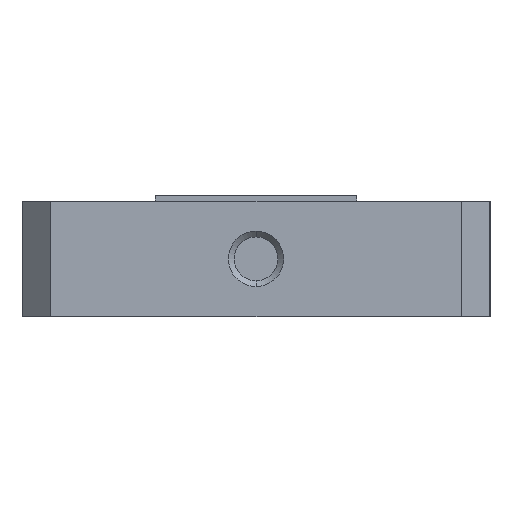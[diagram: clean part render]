
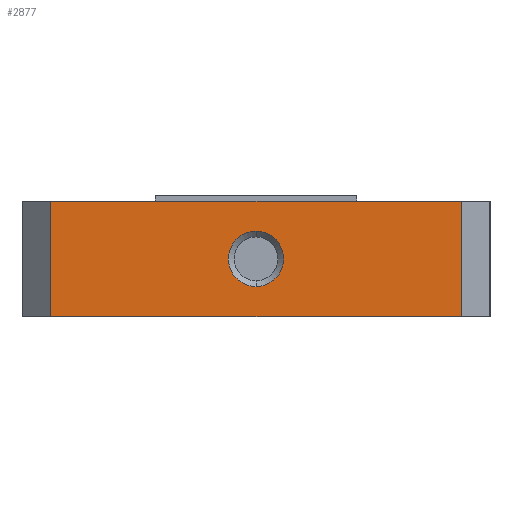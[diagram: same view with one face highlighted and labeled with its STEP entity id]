
A CAD part, front view. The second image highlights one B-rep face of the part: STEP entity #2877.
In plain terms, the highlighted planar face has unit normal (0, -1, 0).
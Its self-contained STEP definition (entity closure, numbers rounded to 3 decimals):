
#37 = VERTEX_POINT ( 'NONE', #5368 ) ;
#115 = CARTESIAN_POINT ( 'NONE',  ( 0., -20.3, 0. ) ) ;
#188 = ORIENTED_EDGE ( 'NONE', *, *, #6919, .T. ) ;
#370 = AXIS2_PLACEMENT_3D ( 'NONE', #115, #620, #6606 ) ;
#409 = VERTEX_POINT ( 'NONE', #6954 ) ;
#479 = VECTOR ( 'NONE', #4997, 1000. ) ;
#620 = DIRECTION ( 'NONE',  ( 0., 1., 0. ) ) ;
#737 = EDGE_CURVE ( 'NONE', #5130, #5249, #6211, .T. ) ;
#750 = DIRECTION ( 'NONE',  ( 0., 1., 0. ) ) ;
#888 = DIRECTION ( 'NONE',  ( 0., 0., -1. ) ) ;
#964 = ORIENTED_EDGE ( 'NONE', *, *, #4840, .T. ) ;
#1060 = CIRCLE ( 'NONE', #370, 2.4 ) ;
#1120 = DIRECTION ( 'NONE',  ( 1., 0., 0. ) ) ;
#1223 = CARTESIAN_POINT ( 'NONE',  ( -17.8, -20.3, -5. ) ) ;
#1278 = VECTOR ( 'NONE', #888, 1000. ) ;
#1604 = ORIENTED_EDGE ( 'NONE', *, *, #737, .T. ) ;
#1658 = LINE ( 'NONE', #3850, #5945 ) ;
#1723 = VECTOR ( 'NONE', #5129, 1000. ) ;
#1804 = CARTESIAN_POINT ( 'NONE',  ( 17.8, -20.3, 5. ) ) ;
#2035 = CARTESIAN_POINT ( 'NONE',  ( 17.8, -20.3, -5. ) ) ;
#2118 = CARTESIAN_POINT ( 'NONE',  ( -17.8, -20.3, 5. ) ) ;
#2268 = VERTEX_POINT ( 'NONE', #2035 ) ;
#2328 = PLANE ( 'NONE',  #3133 ) ;
#2589 = ORIENTED_EDGE ( 'NONE', *, *, #2935, .T. ) ;
#2822 = LINE ( 'NONE', #3393, #479 ) ;
#2877 = ADVANCED_FACE ( 'NONE', ( #5675, #4049 ), #2328, .F. ) ;
#2935 = EDGE_CURVE ( 'NONE', #409, #37, #3022, .T. ) ;
#2942 = DIRECTION ( 'NONE',  ( 0., 0., 1. ) ) ;
#3022 = CIRCLE ( 'NONE', #3251, 2.4 ) ;
#3133 = AXIS2_PLACEMENT_3D ( 'NONE', #5569, #4006, #6207 ) ;
#3251 = AXIS2_PLACEMENT_3D ( 'NONE', #5537, #750, #2942 ) ;
#3390 = CARTESIAN_POINT ( 'NONE',  ( 17.8, -20.3, 5. ) ) ;
#3393 = CARTESIAN_POINT ( 'NONE',  ( -20.3, -20.3, 5. ) ) ;
#3543 = CARTESIAN_POINT ( 'NONE',  ( -17.8, -20.3, 5. ) ) ;
#3850 = CARTESIAN_POINT ( 'NONE',  ( -20.3, -20.3, -5. ) ) ;
#3870 = EDGE_LOOP ( 'NONE', ( #2589, #188 ) ) ;
#4006 = DIRECTION ( 'NONE',  ( 0., 1., 0. ) ) ;
#4049 = FACE_OUTER_BOUND ( 'NONE', #6725, .T. ) ;
#4097 = LINE ( 'NONE', #1804, #1723 ) ;
#4840 = EDGE_CURVE ( 'NONE', #5249, #2268, #1658, .T. ) ;
#4938 = VERTEX_POINT ( 'NONE', #3390 ) ;
#4997 = DIRECTION ( 'NONE',  ( 1., 0., 0. ) ) ;
#5129 = DIRECTION ( 'NONE',  ( 0., 0., 1. ) ) ;
#5130 = VERTEX_POINT ( 'NONE', #2118 ) ;
#5245 = ORIENTED_EDGE ( 'NONE', *, *, #5496, .T. ) ;
#5249 = VERTEX_POINT ( 'NONE', #1223 ) ;
#5349 = ORIENTED_EDGE ( 'NONE', *, *, #6577, .F. ) ;
#5368 = CARTESIAN_POINT ( 'NONE',  ( 0., -20.3, 2.4 ) ) ;
#5496 = EDGE_CURVE ( 'NONE', #2268, #4938, #4097, .T. ) ;
#5537 = CARTESIAN_POINT ( 'NONE',  ( 0., -20.3, 0. ) ) ;
#5569 = CARTESIAN_POINT ( 'NONE',  ( -20.3, -20.3, 5. ) ) ;
#5675 = FACE_BOUND ( 'NONE', #3870, .T. ) ;
#5945 = VECTOR ( 'NONE', #1120, 1000. ) ;
#6207 = DIRECTION ( 'NONE',  ( 0., 0., 1. ) ) ;
#6211 = LINE ( 'NONE', #3543, #1278 ) ;
#6577 = EDGE_CURVE ( 'NONE', #5130, #4938, #2822, .T. ) ;
#6606 = DIRECTION ( 'NONE',  ( 0., 0., 1. ) ) ;
#6725 = EDGE_LOOP ( 'NONE', ( #5349, #1604, #964, #5245 ) ) ;
#6919 = EDGE_CURVE ( 'NONE', #37, #409, #1060, .T. ) ;
#6954 = CARTESIAN_POINT ( 'NONE',  ( 0., -20.3, -2.4 ) ) ;
